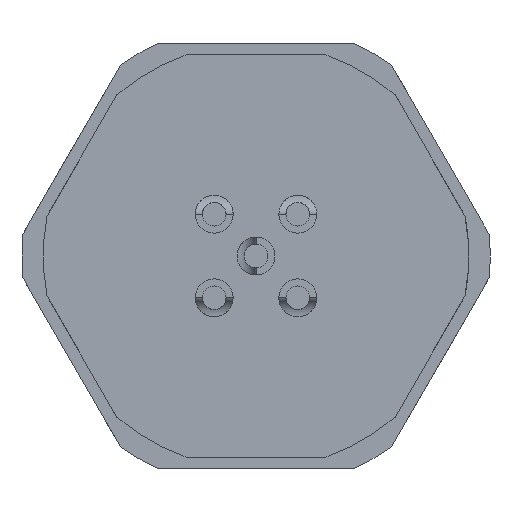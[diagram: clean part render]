
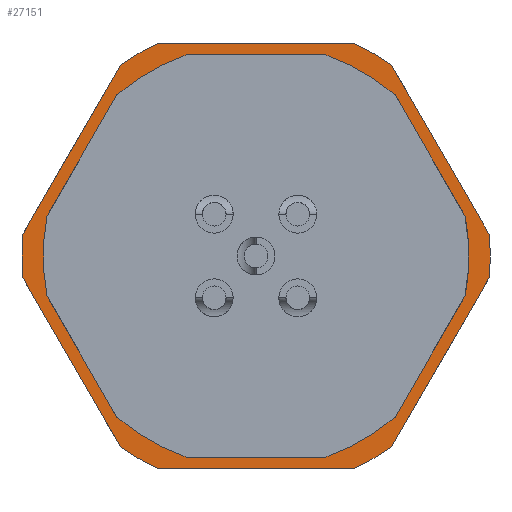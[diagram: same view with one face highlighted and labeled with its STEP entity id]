
A CAD part, front view. The second image highlights one B-rep face of the part: STEP entity #27151.
In plain terms, the highlighted planar face has unit normal (0, -1, 0).
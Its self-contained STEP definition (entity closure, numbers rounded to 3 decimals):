
#18 = AXIS2_PLACEMENT_3D ( 'NONE', #26531, #10707, #29121 ) ;
#1563 = PLANE ( 'NONE',  #27833 ) ;
#1646 = CARTESIAN_POINT ( 'NONE',  ( 14.4, 3.6, -7.2 ) ) ;
#1897 = CARTESIAN_POINT ( 'NONE',  ( 4.124, 3.6, -9. ) ) ;
#2008 = DIRECTION ( 'NONE',  ( 0., 0., -1. ) ) ;
#2614 = CARTESIAN_POINT ( 'NONE',  ( -4.124, 3.6, 9. ) ) ;
#2686 = VERTEX_POINT ( 'NONE', #15106 ) ;
#2708 = DIRECTION ( 'NONE',  ( -0.5, 0., -0.866 ) ) ;
#2776 = CARTESIAN_POINT ( 'NONE',  ( 9.856, 3.6, -0.928 ) ) ;
#2848 = CARTESIAN_POINT ( 'NONE',  ( 0., 3.6, 7.2 ) ) ;
#3150 = CARTESIAN_POINT ( 'NONE',  ( -5.732, 3.6, -8.072 ) ) ;
#3352 = DIRECTION ( 'NONE',  ( 0., 0., -1. ) ) ;
#3391 = DIRECTION ( 'NONE',  ( 0., 1., 0. ) ) ;
#3393 = CARTESIAN_POINT ( 'NONE',  ( 0., 3.6, 0. ) ) ;
#4102 = DIRECTION ( 'NONE',  ( 0., 0., 1. ) ) ;
#4186 = CARTESIAN_POINT ( 'NONE',  ( 14.4, 3.6, 7.2 ) ) ;
#4215 = EDGE_CURVE ( 'NONE', #31384, #4494, #21438, .T. ) ;
#4223 = CARTESIAN_POINT ( 'NONE',  ( 0., 3.6, 9. ) ) ;
#4248 = CARTESIAN_POINT ( 'NONE',  ( -9.856, 3.6, 0.928 ) ) ;
#4494 = VERTEX_POINT ( 'NONE', #12631 ) ;
#4565 = EDGE_CURVE ( 'NONE', #2686, #18475, #22408, .T. ) ;
#5012 = EDGE_CURVE ( 'NONE', #4494, #16483, #23758, .T. ) ;
#5082 = VERTEX_POINT ( 'NONE', #2848 ) ;
#5886 = VERTEX_POINT ( 'NONE', #2776 ) ;
#6092 = EDGE_CURVE ( 'NONE', #25014, #26220, #27537, .T. ) ;
#7737 = CARTESIAN_POINT ( 'NONE',  ( 0., 3.6, 0. ) ) ;
#8222 = DIRECTION ( 'NONE',  ( 0., 0., -1. ) ) ;
#8647 = VERTEX_POINT ( 'NONE', #26869 ) ;
#9077 = EDGE_CURVE ( 'NONE', #5082, #26861, #19974, .T. ) ;
#10374 = DIRECTION ( 'NONE',  ( 0., 0., -1. ) ) ;
#10707 = DIRECTION ( 'NONE',  ( 0., 1., 0. ) ) ;
#11384 = CARTESIAN_POINT ( 'NONE',  ( 9.856, 3.6, 0.928 ) ) ;
#11594 = CARTESIAN_POINT ( 'NONE',  ( 0., 3.6, 0. ) ) ;
#11636 = CARTESIAN_POINT ( 'NONE',  ( 5.732, 3.6, 8.072 ) ) ;
#11679 = DIRECTION ( 'NONE',  ( 0.5, 0., -0.866 ) ) ;
#12441 = AXIS2_PLACEMENT_3D ( 'NONE', #33405, #17746, #2008 ) ;
#12631 = CARTESIAN_POINT ( 'NONE',  ( -4.124, 3.6, -9. ) ) ;
#13882 = CARTESIAN_POINT ( 'NONE',  ( 0., 3.6, 0. ) ) ;
#14259 = DIRECTION ( 'NONE',  ( 0., 0., -1. ) ) ;
#14379 = CARTESIAN_POINT ( 'NONE',  ( -9.856, 3.6, 0.928 ) ) ;
#15106 = CARTESIAN_POINT ( 'NONE',  ( 5.732, 3.6, 8.072 ) ) ;
#16483 = VERTEX_POINT ( 'NONE', #3150 ) ;
#16591 = DIRECTION ( 'NONE',  ( -0.5, 0., 0.866 ) ) ;
#16939 = DIRECTION ( 'NONE',  ( 0.5, 0., 0.866 ) ) ;
#17417 = DIRECTION ( 'NONE',  ( -1., 0., 0. ) ) ;
#17422 = CARTESIAN_POINT ( 'NONE',  ( 0., 3.6, -9. ) ) ;
#17746 = DIRECTION ( 'NONE',  ( 0., 1., 0. ) ) ;
#18273 = VERTEX_POINT ( 'NONE', #23851 ) ;
#18475 = VERTEX_POINT ( 'NONE', #11384 ) ;
#18778 = VERTEX_POINT ( 'NONE', #4248 ) ;
#19090 =( BOUNDED_CURVE ( )  B_SPLINE_CURVE ( 3, ( #19815, #1646, #4186, #22651 ),
 .UNSPECIFIED., .F., .F. ) 
 B_SPLINE_CURVE_WITH_KNOTS ( ( 4, 4 ),
 ( 0., 1. ),
 .UNSPECIFIED. ) 
 CURVE ( )  GEOMETRIC_REPRESENTATION_ITEM ( )  RATIONAL_B_SPLINE_CURVE ( ( 1., 0.333, 0.333, 1. ) ) 
 REPRESENTATION_ITEM ( '' )  );
#19099 = AXIS2_PLACEMENT_3D ( 'NONE', #13882, #24040, #8222 ) ;
#19815 = CARTESIAN_POINT ( 'NONE',  ( 0., 3.6, -7.2 ) ) ;
#19942 = CARTESIAN_POINT ( 'NONE',  ( 0., 3.6, -7.2 ) ) ;
#19974 =( BOUNDED_CURVE ( )  B_SPLINE_CURVE ( 3, ( #20050, #20019, #19983, #19942 ),
 .UNSPECIFIED., .F., .F. ) 
 B_SPLINE_CURVE_WITH_KNOTS ( ( 4, 4 ),
 ( 0., 1. ),
 .UNSPECIFIED. ) 
 CURVE ( )  GEOMETRIC_REPRESENTATION_ITEM ( )  RATIONAL_B_SPLINE_CURVE ( ( 1., 0.333, 0.333, 1. ) ) 
 REPRESENTATION_ITEM ( '' )  );
#19983 = CARTESIAN_POINT ( 'NONE',  ( -14.4, 3.6, -7.2 ) ) ;
#20019 = CARTESIAN_POINT ( 'NONE',  ( -14.4, 3.6, 7.2 ) ) ;
#20024 = LINE ( 'NONE', #21896, #20202 ) ;
#20050 = CARTESIAN_POINT ( 'NONE',  ( 0., 3.6, 7.2 ) ) ;
#20202 = VECTOR ( 'NONE', #16591, 1000. ) ;
#20502 = CIRCLE ( 'NONE', #26581, 9.9 ) ;
#20565 = VECTOR ( 'NONE', #16939, 1000. ) ;
#20703 = LINE ( 'NONE', #14379, #20565 ) ;
#20892 = FACE_OUTER_BOUND ( 'NONE', #25271, .T. ) ;
#20961 = FACE_BOUND ( 'NONE', #26210, .T. ) ;
#21038 = LINE ( 'NONE', #4223, #24192 ) ;
#21182 = CARTESIAN_POINT ( 'NONE',  ( 9.856, 3.6, -0.928 ) ) ;
#21214 = CIRCLE ( 'NONE', #12441, 9.9 ) ;
#21278 = CIRCLE ( 'NONE', #22254, 9.9 ) ;
#21438 = LINE ( 'NONE', #17422, #21684 ) ;
#21493 = VERTEX_POINT ( 'NONE', #24386 ) ;
#21648 = LINE ( 'NONE', #21182, #21680 ) ;
#21680 = VECTOR ( 'NONE', #2708, 1000. ) ;
#21684 = VECTOR ( 'NONE', #17417, 1000. ) ;
#21811 = CIRCLE ( 'NONE', #18, 9.9 ) ;
#21896 = CARTESIAN_POINT ( 'NONE',  ( -5.732, 3.6, -8.072 ) ) ;
#22254 = AXIS2_PLACEMENT_3D ( 'NONE', #7737, #26208, #10374 ) ;
#22408 = LINE ( 'NONE', #11636, #22483 ) ;
#22483 = VECTOR ( 'NONE', #11679, 1000. ) ;
#22651 = CARTESIAN_POINT ( 'NONE',  ( 0., 3.6, 7.2 ) ) ;
#23758 = CIRCLE ( 'NONE', #28528, 9.9 ) ;
#23851 = CARTESIAN_POINT ( 'NONE',  ( -9.856, 3.6, -0.928 ) ) ;
#24040 = DIRECTION ( 'NONE',  ( 0., 1., 0. ) ) ;
#24192 = VECTOR ( 'NONE', #25341, 1000. ) ;
#24386 = CARTESIAN_POINT ( 'NONE',  ( 4.124, 3.6, 9. ) ) ;
#25014 = VERTEX_POINT ( 'NONE', #28867 ) ;
#25271 = EDGE_LOOP ( 'NONE', ( #27965, #27702, #27609, #27518, #27215, #27056, #26915, #26696, #26636, #26252, #26120, #25847 ) ) ;
#25341 = DIRECTION ( 'NONE',  ( 1., 0., 0. ) ) ;
#25847 = ORIENTED_EDGE ( 'NONE', *, *, #27826, .F. ) ;
#26120 = ORIENTED_EDGE ( 'NONE', *, *, #4215, .F. ) ;
#26208 = DIRECTION ( 'NONE',  ( 0., 1., 0. ) ) ;
#26210 = EDGE_LOOP ( 'NONE', ( #28095, #27998 ) ) ;
#26220 = VERTEX_POINT ( 'NONE', #2614 ) ;
#26252 = ORIENTED_EDGE ( 'NONE', *, *, #5012, .F. ) ;
#26531 = CARTESIAN_POINT ( 'NONE',  ( 0., 3.6, 0. ) ) ;
#26581 = AXIS2_PLACEMENT_3D ( 'NONE', #11594, #30009, #14259 ) ;
#26636 = ORIENTED_EDGE ( 'NONE', *, *, #26734, .F. ) ;
#26696 = ORIENTED_EDGE ( 'NONE', *, *, #26873, .F. ) ;
#26734 = EDGE_CURVE ( 'NONE', #16483, #18273, #20024, .T. ) ;
#26861 = VERTEX_POINT ( 'NONE', #32491 ) ;
#26869 = CARTESIAN_POINT ( 'NONE',  ( 5.732, 3.6, -8.072 ) ) ;
#26873 = EDGE_CURVE ( 'NONE', #18273, #18778, #20502, .T. ) ;
#26915 = ORIENTED_EDGE ( 'NONE', *, *, #27021, .F. ) ;
#27021 = EDGE_CURVE ( 'NONE', #18778, #25014, #20703, .T. ) ;
#27056 = ORIENTED_EDGE ( 'NONE', *, *, #6092, .F. ) ;
#27151 = ADVANCED_FACE ( 'NONE', ( #20961, #20892 ), #1563, .F. ) ;
#27215 = ORIENTED_EDGE ( 'NONE', *, *, #27276, .F. ) ;
#27276 = EDGE_CURVE ( 'NONE', #26220, #21493, #21038, .T. ) ;
#27396 = EDGE_CURVE ( 'NONE', #21493, #2686, #21214, .T. ) ;
#27518 = ORIENTED_EDGE ( 'NONE', *, *, #27396, .F. ) ;
#27537 = CIRCLE ( 'NONE', #19099, 9.9 ) ;
#27538 = EDGE_CURVE ( 'NONE', #18475, #5886, #21278, .T. ) ;
#27609 = ORIENTED_EDGE ( 'NONE', *, *, #4565, .F. ) ;
#27702 = ORIENTED_EDGE ( 'NONE', *, *, #27538, .F. ) ;
#27735 = EDGE_CURVE ( 'NONE', #5886, #8647, #21648, .T. ) ;
#27826 = EDGE_CURVE ( 'NONE', #8647, #31384, #21811, .T. ) ;
#27833 = AXIS2_PLACEMENT_3D ( 'NONE', #32960, #30244, #4102 ) ;
#27965 = ORIENTED_EDGE ( 'NONE', *, *, #27735, .F. ) ;
#27998 = ORIENTED_EDGE ( 'NONE', *, *, #28275, .F. ) ;
#28095 = ORIENTED_EDGE ( 'NONE', *, *, #9077, .F. ) ;
#28275 = EDGE_CURVE ( 'NONE', #26861, #5082, #19090, .T. ) ;
#28528 = AXIS2_PLACEMENT_3D ( 'NONE', #3393, #3391, #3352 ) ;
#28867 = CARTESIAN_POINT ( 'NONE',  ( -5.732, 3.6, 8.072 ) ) ;
#29121 = DIRECTION ( 'NONE',  ( 0., 0., -1. ) ) ;
#30009 = DIRECTION ( 'NONE',  ( 0., 1., 0. ) ) ;
#30244 = DIRECTION ( 'NONE',  ( 0., 1., 0. ) ) ;
#31384 = VERTEX_POINT ( 'NONE', #1897 ) ;
#32491 = CARTESIAN_POINT ( 'NONE',  ( 0., 3.6, -7.2 ) ) ;
#32960 = CARTESIAN_POINT ( 'NONE',  ( 0., 3.6, 0. ) ) ;
#33405 = CARTESIAN_POINT ( 'NONE',  ( 0., 3.6, 0. ) ) ;
